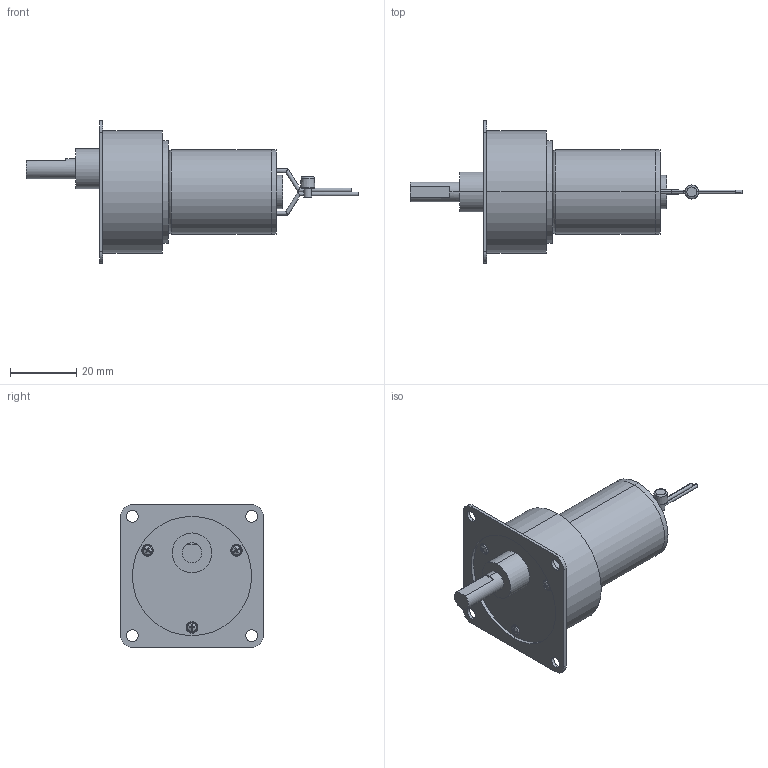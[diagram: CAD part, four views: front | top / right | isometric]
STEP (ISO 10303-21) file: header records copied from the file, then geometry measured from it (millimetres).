
FILE_DESCRIPTION(('starvars output'),'2;1');
FILE_NAME('dme25b43g18-30.stp','11:03:16 2014/09/10',( 'Thomas Industrial Network Germany GmbH'),( 'Thomas Industrial Network Germany GmbH'),'unknown preprocess','ACIS' ,'unknown authorization');
FILE_SCHEMA(('AUTOMOTIVE_DESIGN_CC2 {UNKNOWN IMPLEMENTATION LEVEL}'));
Length unit declared in the file: millimetre
Products named in the file (1): PRODUCT_ID_6
Bounding box: 100.22 x 43 x 43 mm (x, y, z)
Volume: 39524.5 mm3; surface area: 9997.3 mm2
Topology: 2 solids, 4 shells, 159 faces, 366 edges, 227 vertices
Faces by surface type: plane 65, cylinder 56, cone 18, torus 14, bspline 6
Entity records: 5551 total; most frequent: CARTESIAN_POINT 1122, ORIENTED_EDGE 724, DIRECTION 516, EDGE_CURVE 362, VERTEX_POINT 227, AXIS2_PLACEMENT_3D 188, EDGE_LOOP 185, FACE_BOUND 185
